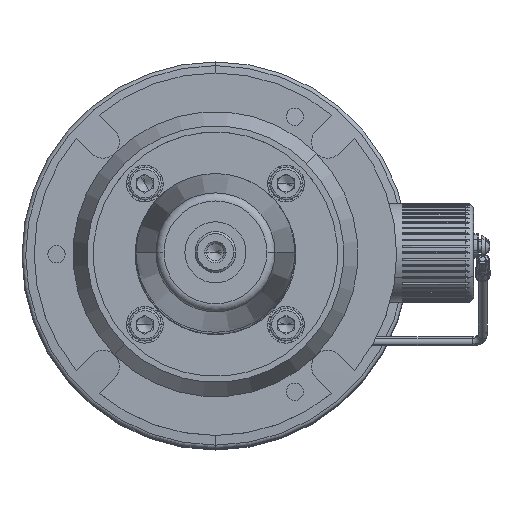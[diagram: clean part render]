
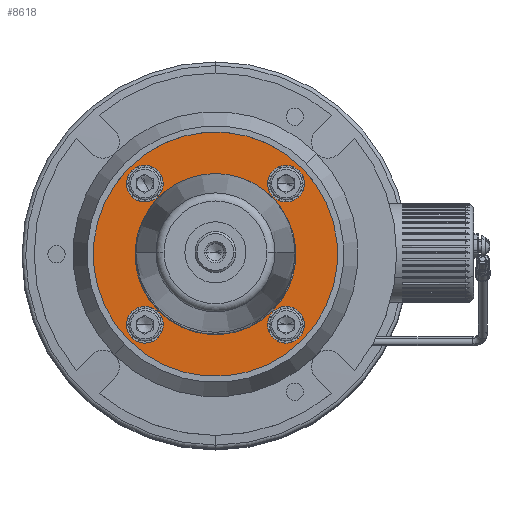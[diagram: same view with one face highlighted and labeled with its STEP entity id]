
A CAD part, top view. The second image highlights one B-rep face of the part: STEP entity #8618.
In plain terms, the highlighted planar face has unit normal (0, 0, 1).
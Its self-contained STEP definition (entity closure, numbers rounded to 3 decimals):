
#4710 = CARTESIAN_POINT ( 'NONE',  ( 0., 0., 109.5 ) ) ;
#4738 = PLANE ( 'NONE',  #20643 ) ;
#4739 = DIRECTION ( 'NONE',  ( 0., 0., 1. ) ) ;
#4740 = DIRECTION ( 'NONE',  ( 0.707, 0.707, 0. ) ) ;
#8618 = ADVANCED_FACE ( 'NONE', ( #9399, #9382, #9400, #9397, #9378, #9396 ), #4738, .T. ) ;
#9378 = FACE_BOUND ( 'NONE', #38626, .T. ) ;
#9382 = FACE_BOUND ( 'NONE', #38652, .T. ) ;
#9396 = FACE_OUTER_BOUND ( 'NONE', #38581, .T. ) ;
#9397 = FACE_BOUND ( 'NONE', #38589, .T. ) ;
#9399 = FACE_BOUND ( 'NONE', #38591, .T. ) ;
#9400 = FACE_BOUND ( 'NONE', #38592, .T. ) ;
#18893 = CIRCLE ( 'NONE', #21549, 5.5 ) ;
#18910 = CIRCLE ( 'NONE', #21513, 60. ) ;
#18920 = CIRCLE ( 'NONE', #21544, 39.5 ) ;
#18928 = CIRCLE ( 'NONE', #21556, 39.5 ) ;
#18954 = CIRCLE ( 'NONE', #21516, 5.5 ) ;
#18982 = CIRCLE ( 'NONE', #21533, 5.5 ) ;
#18998 = CIRCLE ( 'NONE', #21510, 5.5 ) ;
#19020 = CIRCLE ( 'NONE', #21502, 5.5 ) ;
#19032 = CIRCLE ( 'NONE', #21578, 5.5 ) ;
#19044 = CIRCLE ( 'NONE', #21606, 60. ) ;
#19070 = CIRCLE ( 'NONE', #21584, 5.5 ) ;
#19107 = CIRCLE ( 'NONE', #21593, 5.5 ) ;
#20643 = AXIS2_PLACEMENT_3D ( 'NONE', #4710, #4739, #4740 ) ;
#21502 = AXIS2_PLACEMENT_3D ( 'NONE', #35244, #35273, #35251 ) ;
#21510 = AXIS2_PLACEMENT_3D ( 'NONE', #35258, #35326, #35290 ) ;
#21513 = AXIS2_PLACEMENT_3D ( 'NONE', #39661, #39574, #39589 ) ;
#21516 = AXIS2_PLACEMENT_3D ( 'NONE', #39965, #39967, #39995 ) ;
#21533 = AXIS2_PLACEMENT_3D ( 'NONE', #37852, #37860, #37853 ) ;
#21544 = AXIS2_PLACEMENT_3D ( 'NONE', #40030, #39998, #40019 ) ;
#21549 = AXIS2_PLACEMENT_3D ( 'NONE', #39657, #39619, #39603 ) ;
#21556 = AXIS2_PLACEMENT_3D ( 'NONE', #40097, #40080, #40102 ) ;
#21578 = AXIS2_PLACEMENT_3D ( 'NONE', #35390, #35411, #35412 ) ;
#21584 = AXIS2_PLACEMENT_3D ( 'NONE', #35512, #35546, #35468 ) ;
#21593 = AXIS2_PLACEMENT_3D ( 'NONE', #35859, #35759, #35808 ) ;
#21606 = AXIS2_PLACEMENT_3D ( 'NONE', #35543, #35483, #35478 ) ;
#23219 = CARTESIAN_POINT ( 'NONE',  ( 38.537, 38.537, 109.5 ) ) ;
#23240 = CARTESIAN_POINT ( 'NONE',  ( 30.759, 30.759, 109.5 ) ) ;
#23269 = CARTESIAN_POINT ( 'NONE',  ( -42.426, -42.426, 109.5 ) ) ;
#23270 = CARTESIAN_POINT ( 'NONE',  ( 42.426, 42.426, 109.5 ) ) ;
#23272 = CARTESIAN_POINT ( 'NONE',  ( -38.537, -38.537, 109.5 ) ) ;
#23300 = CARTESIAN_POINT ( 'NONE',  ( -30.759, -30.759, 109.5 ) ) ;
#23317 = CARTESIAN_POINT ( 'NONE',  ( 27.931, 27.931, 109.5 ) ) ;
#23325 = CARTESIAN_POINT ( 'NONE',  ( -38.537, 30.759, 109.5 ) ) ;
#23337 = CARTESIAN_POINT ( 'NONE',  ( 38.537, -30.759, 109.5 ) ) ;
#23340 = CARTESIAN_POINT ( 'NONE',  ( 30.759, -38.537, 109.5 ) ) ;
#23344 = CARTESIAN_POINT ( 'NONE',  ( -30.759, 38.537, 109.5 ) ) ;
#23349 = CARTESIAN_POINT ( 'NONE',  ( -27.931, -27.931, 109.5 ) ) ;
#33588 = ORIENTED_EDGE ( 'NONE', *, *, #45145, .T. ) ;
#33589 = ORIENTED_EDGE ( 'NONE', *, *, #45296, .F. ) ;
#33593 = ORIENTED_EDGE ( 'NONE', *, *, #45404, .F. ) ;
#33601 = ORIENTED_EDGE ( 'NONE', *, *, #45119, .F. ) ;
#33602 = ORIENTED_EDGE ( 'NONE', *, *, #45331, .F. ) ;
#33639 = ORIENTED_EDGE ( 'NONE', *, *, #45266, .F. ) ;
#33641 = ORIENTED_EDGE ( 'NONE', *, *, #45221, .F. ) ;
#35244 = CARTESIAN_POINT ( 'NONE',  ( -34.648, 34.648, 109.5 ) ) ;
#35251 = DIRECTION ( 'NONE',  ( 0.707, 0.707, 0. ) ) ;
#35258 = CARTESIAN_POINT ( 'NONE',  ( 34.648, 34.648, 109.5 ) ) ;
#35273 = DIRECTION ( 'NONE',  ( 0., 0., 1. ) ) ;
#35290 = DIRECTION ( 'NONE',  ( 0.707, 0.707, 0. ) ) ;
#35326 = DIRECTION ( 'NONE',  ( 0., 0., 1. ) ) ;
#35390 = CARTESIAN_POINT ( 'NONE',  ( 34.648, -34.648, 109.5 ) ) ;
#35411 = DIRECTION ( 'NONE',  ( 0., 0., 1. ) ) ;
#35412 = DIRECTION ( 'NONE',  ( 0.707, 0.707, 0. ) ) ;
#35468 = DIRECTION ( 'NONE',  ( 0.707, 0.707, 0. ) ) ;
#35478 = DIRECTION ( 'NONE',  ( 0.707, 0.707, 0. ) ) ;
#35483 = DIRECTION ( 'NONE',  ( 0., 0., 1. ) ) ;
#35512 = CARTESIAN_POINT ( 'NONE',  ( -34.648, 34.648, 109.5 ) ) ;
#35543 = CARTESIAN_POINT ( 'NONE',  ( 0., 0., 109.5 ) ) ;
#35546 = DIRECTION ( 'NONE',  ( 0., 0., 1. ) ) ;
#35759 = DIRECTION ( 'NONE',  ( 0., 0., 1. ) ) ;
#35808 = DIRECTION ( 'NONE',  ( 0.707, 0.707, 0. ) ) ;
#35859 = CARTESIAN_POINT ( 'NONE',  ( 34.648, 34.648, 109.5 ) ) ;
#37852 = CARTESIAN_POINT ( 'NONE',  ( -34.648, -34.648, 109.5 ) ) ;
#37853 = DIRECTION ( 'NONE',  ( 0.707, 0.707, 0. ) ) ;
#37860 = DIRECTION ( 'NONE',  ( 0., 0., 1. ) ) ;
#38581 = EDGE_LOOP ( 'NONE', ( #43183, #33588 ) ) ;
#38589 = EDGE_LOOP ( 'NONE', ( #33601, #33589 ) ) ;
#38591 = EDGE_LOOP ( 'NONE', ( #33639, #43151 ) ) ;
#38592 = EDGE_LOOP ( 'NONE', ( #33641, #43139 ) ) ;
#38626 = EDGE_LOOP ( 'NONE', ( #43101, #43122 ) ) ;
#38652 = EDGE_LOOP ( 'NONE', ( #33602, #33593 ) ) ;
#39574 = DIRECTION ( 'NONE',  ( 0., 0., 1. ) ) ;
#39589 = DIRECTION ( 'NONE',  ( 0.707, 0.707, 0. ) ) ;
#39603 = DIRECTION ( 'NONE',  ( 0.707, 0.707, 0. ) ) ;
#39619 = DIRECTION ( 'NONE',  ( 0., 0., 1. ) ) ;
#39657 = CARTESIAN_POINT ( 'NONE',  ( -34.648, -34.648, 109.5 ) ) ;
#39661 = CARTESIAN_POINT ( 'NONE',  ( 0., 0., 109.5 ) ) ;
#39965 = CARTESIAN_POINT ( 'NONE',  ( 34.648, -34.648, 109.5 ) ) ;
#39967 = DIRECTION ( 'NONE',  ( 0., 0., 1. ) ) ;
#39995 = DIRECTION ( 'NONE',  ( 0.707, 0.707, 0. ) ) ;
#39998 = DIRECTION ( 'NONE',  ( 0., 0., 1. ) ) ;
#40019 = DIRECTION ( 'NONE',  ( 0.707, 0.707, 0. ) ) ;
#40030 = CARTESIAN_POINT ( 'NONE',  ( 0., 0., 109.5 ) ) ;
#40080 = DIRECTION ( 'NONE',  ( 0., 0., 1. ) ) ;
#40097 = CARTESIAN_POINT ( 'NONE',  ( 0., 0., 109.5 ) ) ;
#40102 = DIRECTION ( 'NONE',  ( 0.707, 0.707, 0. ) ) ;
#43101 = ORIENTED_EDGE ( 'NONE', *, *, #45314, .F. ) ;
#43122 = ORIENTED_EDGE ( 'NONE', *, *, #45474, .F. ) ;
#43139 = ORIENTED_EDGE ( 'NONE', *, *, #45376, .F. ) ;
#43151 = ORIENTED_EDGE ( 'NONE', *, *, #45243, .F. ) ;
#43183 = ORIENTED_EDGE ( 'NONE', *, *, #45401, .T. ) ;
#45119 = EDGE_CURVE ( 'NONE', #54682, #54684, #18893, .T. ) ;
#45145 = EDGE_CURVE ( 'NONE', #54657, #54667, #18910, .T. ) ;
#45221 = EDGE_CURVE ( 'NONE', #54760, #54791, #18954, .T. ) ;
#45243 = EDGE_CURVE ( 'NONE', #54776, #54738, #18920, .T. ) ;
#45266 = EDGE_CURVE ( 'NONE', #54738, #54776, #18928, .T. ) ;
#45296 = EDGE_CURVE ( 'NONE', #54684, #54682, #18982, .T. ) ;
#45314 = EDGE_CURVE ( 'NONE', #54681, #54648, #18998, .T. ) ;
#45331 = EDGE_CURVE ( 'NONE', #54757, #54778, #19020, .T. ) ;
#45376 = EDGE_CURVE ( 'NONE', #54791, #54760, #19032, .T. ) ;
#45401 = EDGE_CURVE ( 'NONE', #54667, #54657, #19044, .T. ) ;
#45404 = EDGE_CURVE ( 'NONE', #54778, #54757, #19070, .T. ) ;
#45474 = EDGE_CURVE ( 'NONE', #54648, #54681, #19107, .T. ) ;
#54648 = VERTEX_POINT ( 'NONE', #23219 ) ;
#54657 = VERTEX_POINT ( 'NONE', #23269 ) ;
#54667 = VERTEX_POINT ( 'NONE', #23270 ) ;
#54681 = VERTEX_POINT ( 'NONE', #23240 ) ;
#54682 = VERTEX_POINT ( 'NONE', #23272 ) ;
#54684 = VERTEX_POINT ( 'NONE', #23300 ) ;
#54738 = VERTEX_POINT ( 'NONE', #23349 ) ;
#54757 = VERTEX_POINT ( 'NONE', #23325 ) ;
#54760 = VERTEX_POINT ( 'NONE', #23340 ) ;
#54776 = VERTEX_POINT ( 'NONE', #23317 ) ;
#54778 = VERTEX_POINT ( 'NONE', #23344 ) ;
#54791 = VERTEX_POINT ( 'NONE', #23337 ) ;
